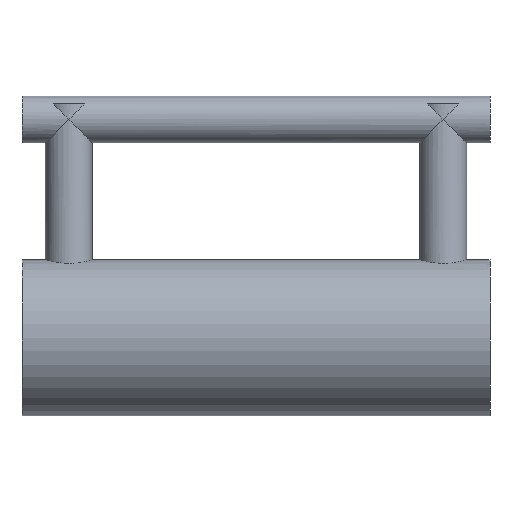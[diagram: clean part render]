
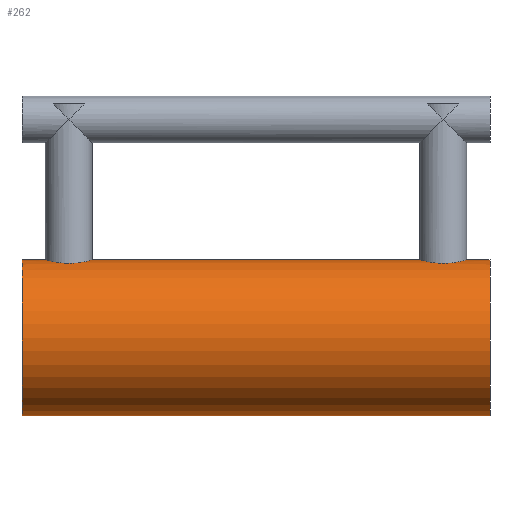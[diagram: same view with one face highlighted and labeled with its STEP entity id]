
A CAD part, left-side view. The second image highlights one B-rep face of the part: STEP entity #262.
In plain terms, the highlighted cylindrical face has radius 3.333 mm (diameter 6.667 mm), a full revolution.
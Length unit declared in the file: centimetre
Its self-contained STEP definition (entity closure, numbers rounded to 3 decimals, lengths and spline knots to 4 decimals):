
#14=FACE_BOUND('',#58,.T.);
#15=FACE_BOUND('',#59,.T.);
#16=B_SPLINE_CURVE_WITH_KNOTS('',3,(#440,#441,#442,#443,#444,#445,#446,
#447,#448,#449,#450,#451,#452,#453,#454,#455,#456,#457),.UNSPECIFIED.,.F.,
 .F.,(4,2,2,2,2,2,2,2,4),(0.,0.1445,0.289,0.4335,
0.5779,0.7224,0.8669,1.0114,1.1559),
 .UNSPECIFIED.);
#17=B_SPLINE_CURVE_WITH_KNOTS('',3,(#458,#459,#460,#461,#462,#463,#464,
#465,#466,#467,#468,#469,#470,#471,#472,#473,#474,#475),.UNSPECIFIED.,.F.,
 .F.,(4,2,2,2,2,2,2,2,4),(1.1559,1.3004,1.4449,
1.5893,1.7338,1.8783,2.0227,2.1672,
2.3117),.UNSPECIFIED.);
#18=B_SPLINE_CURVE_WITH_KNOTS('',3,(#481,#482,#483,#484,#485,#486,#487,
#488,#489,#490,#491,#492,#493,#494,#495,#496,#497,#498),.UNSPECIFIED.,.F.,
 .F.,(4,2,2,2,2,2,2,2,4),(0.,0.1445,0.289,0.4335,
0.5779,0.7224,0.8669,1.0114,1.1559),
 .UNSPECIFIED.);
#19=B_SPLINE_CURVE_WITH_KNOTS('',3,(#499,#500,#501,#502,#503,#504,#505,
#506,#507,#508,#509,#510,#511,#512,#513,#514,#515,#516),.UNSPECIFIED.,.F.,
 .F.,(4,2,2,2,2,2,2,2,4),(1.1559,1.3004,1.4449,
1.5893,1.7338,1.8783,2.0227,2.1672,
2.3117),.UNSPECIFIED.);
#41=FACE_OUTER_BOUND('',#57,.T.);
#57=EDGE_LOOP('',(#214,#215,#216,#217));
#58=EDGE_LOOP('',(#218,#219));
#59=EDGE_LOOP('',(#220,#221));
#83=LINE('',#522,#93);
#93=VECTOR('',#380,0.3333);
#100=CIRCLE('',#299,0.3333);
#101=CIRCLE('',#300,0.3333);
#116=VERTEX_POINT('',#437);
#117=VERTEX_POINT('',#439);
#118=VERTEX_POINT('',#478);
#119=VERTEX_POINT('',#480);
#120=VERTEX_POINT('',#519);
#121=VERTEX_POINT('',#521);
#148=EDGE_CURVE('',#117,#116,#16,.T.);
#149=EDGE_CURVE('',#116,#117,#17,.T.);
#151=EDGE_CURVE('',#119,#118,#18,.T.);
#152=EDGE_CURVE('',#118,#119,#19,.T.);
#153=EDGE_CURVE('',#120,#120,#100,.T.);
#154=EDGE_CURVE('',#120,#121,#83,.T.);
#155=EDGE_CURVE('',#121,#121,#101,.T.);
#214=ORIENTED_EDGE('',*,*,#153,.F.);
#215=ORIENTED_EDGE('',*,*,#154,.T.);
#216=ORIENTED_EDGE('',*,*,#155,.T.);
#217=ORIENTED_EDGE('',*,*,#154,.F.);
#218=ORIENTED_EDGE('',*,*,#148,.T.);
#219=ORIENTED_EDGE('',*,*,#149,.T.);
#220=ORIENTED_EDGE('',*,*,#151,.T.);
#221=ORIENTED_EDGE('',*,*,#152,.T.);
#231=CYLINDRICAL_SURFACE('',#298,0.3333);
#262=ADVANCED_FACE('',(#41,#14,#15),#231,.T.);
#298=AXIS2_PLACEMENT_3D('',#518,#376,#377);
#299=AXIS2_PLACEMENT_3D('',#520,#378,#379);
#300=AXIS2_PLACEMENT_3D('',#523,#381,#382);
#376=DIRECTION('center_axis',(0.,1.,0.));
#377=DIRECTION('ref_axis',(-1.,0.,0.));
#378=DIRECTION('center_axis',(0.,1.,0.));
#379=DIRECTION('ref_axis',(-1.,0.,0.));
#380=DIRECTION('',(0.,-1.,0.));
#381=DIRECTION('center_axis',(0.,1.,0.));
#382=DIRECTION('ref_axis',(-1.,0.,0.));
#437=CARTESIAN_POINT('',(-0.1,-0.8,-0.032));
#439=CARTESIAN_POINT('',(0.1,-0.8,-0.032));
#440=CARTESIAN_POINT('Ctrl Pts',(0.1,-0.8,-0.032));
#441=CARTESIAN_POINT('Ctrl Pts',(0.1,-0.8126,-0.032));
#442=CARTESIAN_POINT('Ctrl Pts',(0.0975,-0.8261,
-0.0312));
#443=CARTESIAN_POINT('Ctrl Pts',(0.0872,-0.8507,-0.0282));
#444=CARTESIAN_POINT('Ctrl Pts',(0.0795,-0.8619,
-0.0262));
#445=CARTESIAN_POINT('Ctrl Pts',(0.0619,-0.8795,
-0.0223));
#446=CARTESIAN_POINT('Ctrl Pts',(0.0507,-0.8872,-0.0203));
#447=CARTESIAN_POINT('Ctrl Pts',(0.0261,-0.8975,
-0.0175));
#448=CARTESIAN_POINT('Ctrl Pts',(0.0126,-0.9,-0.0167));
#449=CARTESIAN_POINT('Ctrl Pts',(-0.0126,-0.9,
-0.0167));
#450=CARTESIAN_POINT('Ctrl Pts',(-0.0261,-0.8975,
-0.0175));
#451=CARTESIAN_POINT('Ctrl Pts',(-0.0507,-0.8872,
-0.0203));
#452=CARTESIAN_POINT('Ctrl Pts',(-0.0619,-0.8795,
-0.0223));
#453=CARTESIAN_POINT('Ctrl Pts',(-0.0795,-0.8619,
-0.0262));
#454=CARTESIAN_POINT('Ctrl Pts',(-0.0872,-0.8507,-0.0282));
#455=CARTESIAN_POINT('Ctrl Pts',(-0.0975,-0.8261,
-0.0312));
#456=CARTESIAN_POINT('Ctrl Pts',(-0.1,-0.8126,-0.032));
#457=CARTESIAN_POINT('Ctrl Pts',(-0.1,-0.8,-0.032));
#458=CARTESIAN_POINT('Ctrl Pts',(-0.1,-0.8,-0.032));
#459=CARTESIAN_POINT('Ctrl Pts',(-0.1,-0.7874,-0.032));
#460=CARTESIAN_POINT('Ctrl Pts',(-0.0975,-0.7739,
-0.0312));
#461=CARTESIAN_POINT('Ctrl Pts',(-0.0872,-0.7493,
-0.0282));
#462=CARTESIAN_POINT('Ctrl Pts',(-0.0795,-0.7381,
-0.0262));
#463=CARTESIAN_POINT('Ctrl Pts',(-0.0619,-0.7205,
-0.0223));
#464=CARTESIAN_POINT('Ctrl Pts',(-0.0507,-0.7128,
-0.0203));
#465=CARTESIAN_POINT('Ctrl Pts',(-0.0261,-0.7025,
-0.0175));
#466=CARTESIAN_POINT('Ctrl Pts',(-0.0126,-0.7,
-0.0167));
#467=CARTESIAN_POINT('Ctrl Pts',(0.0126,-0.7,-0.0167));
#468=CARTESIAN_POINT('Ctrl Pts',(0.0261,-0.7025,
-0.0175));
#469=CARTESIAN_POINT('Ctrl Pts',(0.0507,-0.7128,
-0.0203));
#470=CARTESIAN_POINT('Ctrl Pts',(0.0619,-0.7205,
-0.0223));
#471=CARTESIAN_POINT('Ctrl Pts',(0.0795,-0.7381,
-0.0262));
#472=CARTESIAN_POINT('Ctrl Pts',(0.0872,-0.7493,-0.0282));
#473=CARTESIAN_POINT('Ctrl Pts',(0.0975,-0.7739,-0.0312));
#474=CARTESIAN_POINT('Ctrl Pts',(0.1,-0.7874,-0.032));
#475=CARTESIAN_POINT('Ctrl Pts',(0.1,-0.8,-0.032));
#478=CARTESIAN_POINT('',(-0.1,0.8,-0.032));
#480=CARTESIAN_POINT('',(0.1,0.8,-0.032));
#481=CARTESIAN_POINT('Ctrl Pts',(0.1,0.8,-0.032));
#482=CARTESIAN_POINT('Ctrl Pts',(0.1,0.7874,-0.032));
#483=CARTESIAN_POINT('Ctrl Pts',(0.0975,0.7739,-0.0312));
#484=CARTESIAN_POINT('Ctrl Pts',(0.0872,0.7493,-0.0282));
#485=CARTESIAN_POINT('Ctrl Pts',(0.0795,0.7381,-0.0262));
#486=CARTESIAN_POINT('Ctrl Pts',(0.0619,0.7205,-0.0223));
#487=CARTESIAN_POINT('Ctrl Pts',(0.0507,0.7128,-0.0203));
#488=CARTESIAN_POINT('Ctrl Pts',(0.0261,0.7025,-0.0175));
#489=CARTESIAN_POINT('Ctrl Pts',(0.0126,0.7,-0.0167));
#490=CARTESIAN_POINT('Ctrl Pts',(-0.0126,0.7,
-0.0167));
#491=CARTESIAN_POINT('Ctrl Pts',(-0.0261,0.7025,-0.0175));
#492=CARTESIAN_POINT('Ctrl Pts',(-0.0507,0.7128,
-0.0203));
#493=CARTESIAN_POINT('Ctrl Pts',(-0.0619,0.7205,
-0.0223));
#494=CARTESIAN_POINT('Ctrl Pts',(-0.0795,0.7381,
-0.0262));
#495=CARTESIAN_POINT('Ctrl Pts',(-0.0872,0.7493,
-0.0282));
#496=CARTESIAN_POINT('Ctrl Pts',(-0.0975,0.7739,
-0.0312));
#497=CARTESIAN_POINT('Ctrl Pts',(-0.1,0.7874,
-0.032));
#498=CARTESIAN_POINT('Ctrl Pts',(-0.1,0.8,
-0.032));
#499=CARTESIAN_POINT('Ctrl Pts',(-0.1,0.8,
-0.032));
#500=CARTESIAN_POINT('Ctrl Pts',(-0.1,0.8126,
-0.032));
#501=CARTESIAN_POINT('Ctrl Pts',(-0.0975,0.8261,
-0.0312));
#502=CARTESIAN_POINT('Ctrl Pts',(-0.0872,0.8507,
-0.0282));
#503=CARTESIAN_POINT('Ctrl Pts',(-0.0795,0.8619,
-0.0262));
#504=CARTESIAN_POINT('Ctrl Pts',(-0.0619,0.8795,-0.0223));
#505=CARTESIAN_POINT('Ctrl Pts',(-0.0507,0.8872,-0.0203));
#506=CARTESIAN_POINT('Ctrl Pts',(-0.0261,0.8975,
-0.0175));
#507=CARTESIAN_POINT('Ctrl Pts',(-0.0126,0.9,
-0.0167));
#508=CARTESIAN_POINT('Ctrl Pts',(0.0126,0.9,-0.0167));
#509=CARTESIAN_POINT('Ctrl Pts',(0.0261,0.8975,-0.0175));
#510=CARTESIAN_POINT('Ctrl Pts',(0.0507,0.8872,-0.0203));
#511=CARTESIAN_POINT('Ctrl Pts',(0.0619,0.8795,-0.0223));
#512=CARTESIAN_POINT('Ctrl Pts',(0.0795,0.8619,-0.0262));
#513=CARTESIAN_POINT('Ctrl Pts',(0.0872,0.8507,-0.0282));
#514=CARTESIAN_POINT('Ctrl Pts',(0.0975,0.8261,-0.0312));
#515=CARTESIAN_POINT('Ctrl Pts',(0.1,0.8126,-0.032));
#516=CARTESIAN_POINT('Ctrl Pts',(0.1,0.8,-0.032));
#518=CARTESIAN_POINT('Origin',(0.,-1.,-0.35));
#519=CARTESIAN_POINT('',(0.3333,1.,-0.35));
#520=CARTESIAN_POINT('Origin',(0.,1.,-0.35));
#521=CARTESIAN_POINT('',(0.3333,-1.,-0.35));
#522=CARTESIAN_POINT('',(0.3333,-1.,-0.35));
#523=CARTESIAN_POINT('Origin',(0.,-1.,-0.35));
